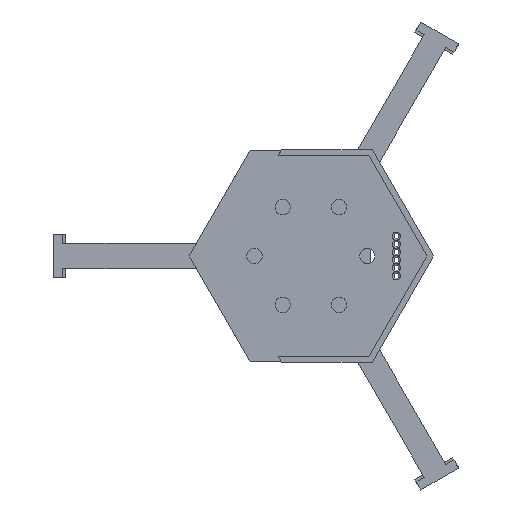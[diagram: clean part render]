
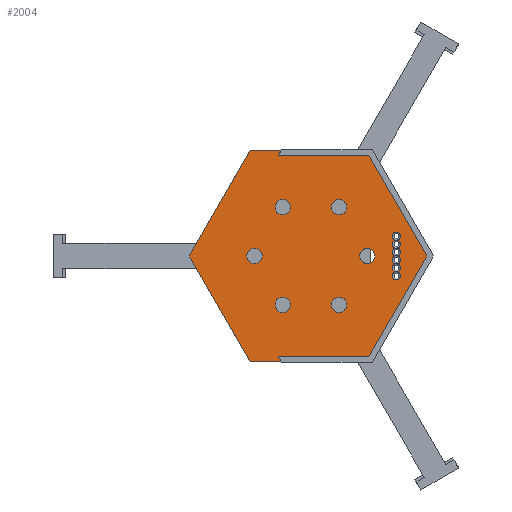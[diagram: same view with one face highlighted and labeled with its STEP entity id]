
A CAD part, front view. The second image highlights one B-rep face of the part: STEP entity #2004.
In plain terms, the highlighted planar face has unit normal (0, -1, 0).
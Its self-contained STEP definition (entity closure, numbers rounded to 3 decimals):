
#42=FACE_BOUND('',#291,.T.);
#43=FACE_BOUND('',#292,.T.);
#44=FACE_BOUND('',#293,.T.);
#45=FACE_BOUND('',#294,.T.);
#46=FACE_BOUND('',#295,.T.);
#47=FACE_BOUND('',#296,.T.);
#48=FACE_BOUND('',#297,.T.);
#66=CIRCLE('',#2131,1.3);
#70=CIRCLE('',#2135,1.3);
#71=CIRCLE('',#2137,1.3);
#72=CIRCLE('',#2138,1.3);
#76=CIRCLE('',#2144,1.3);
#77=CIRCLE('',#2145,1.3);
#81=CIRCLE('',#2151,1.3);
#82=CIRCLE('',#2152,1.3);
#86=CIRCLE('',#2158,1.3);
#87=CIRCLE('',#2159,1.3);
#91=CIRCLE('',#2165,1.3);
#95=CIRCLE('',#2172,2.455);
#96=CIRCLE('',#2173,2.455);
#97=CIRCLE('',#2174,2.455);
#98=CIRCLE('',#2175,2.455);
#99=CIRCLE('',#2176,2.455);
#100=CIRCLE('',#2177,2.455);
#178=FACE_OUTER_BOUND('',#290,.T.);
#290=EDGE_LOOP('',(#1621,#1622,#1623,#1624,#1625,#1626,#1627,#1628,#1629,
#1630));
#291=EDGE_LOOP('',(#1631,#1632,#1633,#1634,#1635,#1636,#1637,#1638,#1639,
#1640,#1641));
#292=EDGE_LOOP('',(#1642));
#293=EDGE_LOOP('',(#1643));
#294=EDGE_LOOP('',(#1644));
#295=EDGE_LOOP('',(#1645));
#296=EDGE_LOOP('',(#1646));
#297=EDGE_LOOP('',(#1647));
#477=LINE('',#3206,#702);
#478=LINE('',#3208,#703);
#479=LINE('',#3210,#704);
#480=LINE('',#3212,#705);
#481=LINE('',#3214,#706);
#482=LINE('',#3216,#707);
#483=LINE('',#3218,#708);
#484=LINE('',#3220,#709);
#485=LINE('',#3222,#710);
#486=LINE('',#3223,#711);
#702=VECTOR('',#2570,10.);
#703=VECTOR('',#2571,10.);
#704=VECTOR('',#2572,10.);
#705=VECTOR('',#2573,10.);
#706=VECTOR('',#2574,10.);
#707=VECTOR('',#2575,10.);
#708=VECTOR('',#2576,10.);
#709=VECTOR('',#2577,10.);
#710=VECTOR('',#2578,10.);
#711=VECTOR('',#2579,10.);
#895=VERTEX_POINT('',#3069);
#897=VERTEX_POINT('',#3077);
#898=VERTEX_POINT('',#3084);
#901=VERTEX_POINT('',#3093);
#903=VERTEX_POINT('',#3102);
#906=VERTEX_POINT('',#3118);
#908=VERTEX_POINT('',#3127);
#911=VERTEX_POINT('',#3143);
#913=VERTEX_POINT('',#3152);
#916=VERTEX_POINT('',#3168);
#918=VERTEX_POINT('',#3177);
#923=VERTEX_POINT('',#3204);
#924=VERTEX_POINT('',#3205);
#925=VERTEX_POINT('',#3207);
#926=VERTEX_POINT('',#3209);
#927=VERTEX_POINT('',#3211);
#928=VERTEX_POINT('',#3213);
#929=VERTEX_POINT('',#3215);
#930=VERTEX_POINT('',#3217);
#931=VERTEX_POINT('',#3219);
#932=VERTEX_POINT('',#3221);
#933=VERTEX_POINT('',#3224);
#934=VERTEX_POINT('',#3226);
#935=VERTEX_POINT('',#3228);
#936=VERTEX_POINT('',#3230);
#937=VERTEX_POINT('',#3232);
#938=VERTEX_POINT('',#3234);
#1133=EDGE_CURVE('',#897,#898,#66,.T.);
#1137=EDGE_CURVE('',#898,#895,#70,.T.);
#1138=EDGE_CURVE('',#895,#901,#71,.T.);
#1141=EDGE_CURVE('',#903,#897,#72,.T.);
#1146=EDGE_CURVE('',#901,#906,#76,.T.);
#1149=EDGE_CURVE('',#908,#903,#77,.T.);
#1154=EDGE_CURVE('',#906,#911,#81,.T.);
#1157=EDGE_CURVE('',#913,#908,#82,.T.);
#1162=EDGE_CURVE('',#911,#916,#86,.T.);
#1165=EDGE_CURVE('',#918,#913,#87,.T.);
#1170=EDGE_CURVE('',#916,#918,#91,.T.);
#1176=EDGE_CURVE('',#923,#924,#477,.T.);
#1177=EDGE_CURVE('',#925,#924,#478,.T.);
#1178=EDGE_CURVE('',#926,#925,#479,.T.);
#1179=EDGE_CURVE('',#927,#926,#480,.T.);
#1180=EDGE_CURVE('',#928,#927,#481,.T.);
#1181=EDGE_CURVE('',#928,#929,#482,.T.);
#1182=EDGE_CURVE('',#929,#930,#483,.T.);
#1183=EDGE_CURVE('',#930,#931,#484,.T.);
#1184=EDGE_CURVE('',#931,#932,#485,.T.);
#1185=EDGE_CURVE('',#932,#923,#486,.T.);
#1186=EDGE_CURVE('',#933,#933,#95,.T.);
#1187=EDGE_CURVE('',#934,#934,#96,.T.);
#1188=EDGE_CURVE('',#935,#935,#97,.T.);
#1189=EDGE_CURVE('',#936,#936,#98,.T.);
#1190=EDGE_CURVE('',#937,#937,#99,.T.);
#1191=EDGE_CURVE('',#938,#938,#100,.T.);
#1621=ORIENTED_EDGE('',*,*,#1176,.T.);
#1622=ORIENTED_EDGE('',*,*,#1177,.F.);
#1623=ORIENTED_EDGE('',*,*,#1178,.F.);
#1624=ORIENTED_EDGE('',*,*,#1179,.F.);
#1625=ORIENTED_EDGE('',*,*,#1180,.F.);
#1626=ORIENTED_EDGE('',*,*,#1181,.T.);
#1627=ORIENTED_EDGE('',*,*,#1182,.T.);
#1628=ORIENTED_EDGE('',*,*,#1183,.T.);
#1629=ORIENTED_EDGE('',*,*,#1184,.T.);
#1630=ORIENTED_EDGE('',*,*,#1185,.T.);
#1631=ORIENTED_EDGE('',*,*,#1133,.F.);
#1632=ORIENTED_EDGE('',*,*,#1141,.F.);
#1633=ORIENTED_EDGE('',*,*,#1149,.F.);
#1634=ORIENTED_EDGE('',*,*,#1157,.F.);
#1635=ORIENTED_EDGE('',*,*,#1165,.F.);
#1636=ORIENTED_EDGE('',*,*,#1170,.F.);
#1637=ORIENTED_EDGE('',*,*,#1162,.F.);
#1638=ORIENTED_EDGE('',*,*,#1154,.F.);
#1639=ORIENTED_EDGE('',*,*,#1146,.F.);
#1640=ORIENTED_EDGE('',*,*,#1138,.F.);
#1641=ORIENTED_EDGE('',*,*,#1137,.F.);
#1642=ORIENTED_EDGE('',*,*,#1186,.T.);
#1643=ORIENTED_EDGE('',*,*,#1187,.T.);
#1644=ORIENTED_EDGE('',*,*,#1188,.T.);
#1645=ORIENTED_EDGE('',*,*,#1189,.T.);
#1646=ORIENTED_EDGE('',*,*,#1190,.T.);
#1647=ORIENTED_EDGE('',*,*,#1191,.T.);
#1905=PLANE('',#2171);
#2004=ADVANCED_FACE('',(#178,#42,#43,#44,#45,#46,#47,#48),#1905,.F.);
#2131=AXIS2_PLACEMENT_3D('',#3085,#2482,#2483);
#2135=AXIS2_PLACEMENT_3D('',#3091,#2490,#2491);
#2137=AXIS2_PLACEMENT_3D('',#3094,#2494,#2495);
#2138=AXIS2_PLACEMENT_3D('',#3109,#2496,#2497);
#2144=AXIS2_PLACEMENT_3D('',#3119,#2509,#2510);
#2145=AXIS2_PLACEMENT_3D('',#3134,#2511,#2512);
#2151=AXIS2_PLACEMENT_3D('',#3144,#2524,#2525);
#2152=AXIS2_PLACEMENT_3D('',#3159,#2526,#2527);
#2158=AXIS2_PLACEMENT_3D('',#3169,#2539,#2540);
#2159=AXIS2_PLACEMENT_3D('',#3184,#2541,#2542);
#2165=AXIS2_PLACEMENT_3D('',#3193,#2554,#2555);
#2171=AXIS2_PLACEMENT_3D('',#3203,#2568,#2569);
#2172=AXIS2_PLACEMENT_3D('',#3225,#2580,#2581);
#2173=AXIS2_PLACEMENT_3D('',#3227,#2582,#2583);
#2174=AXIS2_PLACEMENT_3D('',#3229,#2584,#2585);
#2175=AXIS2_PLACEMENT_3D('',#3231,#2586,#2587);
#2176=AXIS2_PLACEMENT_3D('',#3233,#2588,#2589);
#2177=AXIS2_PLACEMENT_3D('',#3235,#2590,#2591);
#2482=DIRECTION('center_axis',(0.,-1.,0.));
#2483=DIRECTION('ref_axis',(1.,0.,0.));
#2490=DIRECTION('center_axis',(0.,-1.,0.));
#2491=DIRECTION('ref_axis',(1.,0.,0.));
#2494=DIRECTION('center_axis',(0.,-1.,0.));
#2495=DIRECTION('ref_axis',(1.,0.,0.));
#2496=DIRECTION('center_axis',(0.,-1.,0.));
#2497=DIRECTION('ref_axis',(1.,0.,0.));
#2509=DIRECTION('center_axis',(0.,-1.,0.));
#2510=DIRECTION('ref_axis',(1.,0.,0.));
#2511=DIRECTION('center_axis',(0.,-1.,0.));
#2512=DIRECTION('ref_axis',(1.,0.,0.));
#2524=DIRECTION('center_axis',(0.,-1.,0.));
#2525=DIRECTION('ref_axis',(1.,0.,0.));
#2526=DIRECTION('center_axis',(0.,-1.,0.));
#2527=DIRECTION('ref_axis',(1.,0.,0.));
#2539=DIRECTION('center_axis',(0.,-1.,0.));
#2540=DIRECTION('ref_axis',(1.,0.,0.));
#2541=DIRECTION('center_axis',(0.,-1.,0.));
#2542=DIRECTION('ref_axis',(1.,0.,0.));
#2554=DIRECTION('center_axis',(0.,-1.,0.));
#2555=DIRECTION('ref_axis',(1.,0.,0.));
#2568=DIRECTION('center_axis',(0.,1.,0.));
#2569=DIRECTION('ref_axis',(1.,0.,0.));
#2570=DIRECTION('',(0.5,0.,0.866));
#2571=DIRECTION('',(1.,0.,0.));
#2572=DIRECTION('',(0.5,0.,0.866));
#2573=DIRECTION('',(-0.5,0.,0.866));
#2574=DIRECTION('',(-1.,0.,0.));
#2575=DIRECTION('',(-0.5,0.,0.866));
#2576=DIRECTION('',(1.,0.,0.));
#2577=DIRECTION('',(0.5,0.,0.866));
#2578=DIRECTION('',(-0.5,0.,0.866));
#2579=DIRECTION('',(-1.,0.,0.));
#2580=DIRECTION('center_axis',(0.,1.,0.));
#2581=DIRECTION('ref_axis',(1.,0.,0.));
#2582=DIRECTION('center_axis',(0.,1.,0.));
#2583=DIRECTION('ref_axis',(0.5,0.,-0.866));
#2584=DIRECTION('center_axis',(0.,1.,0.));
#2585=DIRECTION('ref_axis',(-0.5,0.,-0.866));
#2586=DIRECTION('center_axis',(0.,1.,0.));
#2587=DIRECTION('ref_axis',(-1.,0.,0.));
#2588=DIRECTION('center_axis',(0.,1.,0.));
#2589=DIRECTION('ref_axis',(-0.5,0.,0.866));
#2590=DIRECTION('center_axis',(0.,1.,0.));
#2591=DIRECTION('ref_axis',(0.5,0.,0.866));
#3069=CARTESIAN_POINT('',(27.578,0.,-5.08));
#3077=CARTESIAN_POINT('',(27.022,0.,-5.08));
#3084=CARTESIAN_POINT('',(27.3,0.,-7.65));
#3085=CARTESIAN_POINT('Origin',(27.3,0.,-6.35));
#3091=CARTESIAN_POINT('Origin',(27.3,0.,-6.35));
#3093=CARTESIAN_POINT('',(27.578,0.,-2.54));
#3094=CARTESIAN_POINT('Origin',(27.3,0.,-3.81));
#3102=CARTESIAN_POINT('',(27.022,0.,-2.54));
#3109=CARTESIAN_POINT('Origin',(27.3,0.,-3.81));
#3118=CARTESIAN_POINT('',(27.578,0.,0.));
#3119=CARTESIAN_POINT('Origin',(27.3,0.,-1.27));
#3127=CARTESIAN_POINT('',(27.022,0.,0.));
#3134=CARTESIAN_POINT('Origin',(27.3,0.,-1.27));
#3143=CARTESIAN_POINT('',(27.578,0.,2.54));
#3144=CARTESIAN_POINT('Origin',(27.3,0.,1.27));
#3152=CARTESIAN_POINT('',(27.022,0.,2.54));
#3159=CARTESIAN_POINT('Origin',(27.3,0.,1.27));
#3168=CARTESIAN_POINT('',(27.578,0.,5.08));
#3169=CARTESIAN_POINT('Origin',(27.3,0.,3.81));
#3177=CARTESIAN_POINT('',(27.022,0.,5.08));
#3184=CARTESIAN_POINT('Origin',(27.3,0.,3.81));
#3193=CARTESIAN_POINT('Origin',(27.3,0.,6.35));
#3203=CARTESIAN_POINT('Origin',(0.,0.,0.));
#3204=CARTESIAN_POINT('',(-10.198,0.,32.419));
#3205=CARTESIAN_POINT('',(-9.509,0.,33.613));
#3206=CARTESIAN_POINT('',(-15.782,0.,22.748));
#3207=CARTESIAN_POINT('',(-19.406,0.,33.613));
#3208=CARTESIAN_POINT('',(-19.406,0.,33.613));
#3209=CARTESIAN_POINT('',(-38.813,0.,0.));
#3210=CARTESIAN_POINT('',(-38.813,0.,0.));
#3211=CARTESIAN_POINT('',(-19.406,0.,-33.613));
#3212=CARTESIAN_POINT('',(-19.406,0.,-33.613));
#3213=CARTESIAN_POINT('',(-9.509,0.,-33.613));
#3214=CARTESIAN_POINT('',(19.406,0.,-33.613));
#3215=CARTESIAN_POINT('',(-10.198,0.,-32.419));
#3216=CARTESIAN_POINT('',(-15.598,0.,-23.067));
#3217=CARTESIAN_POINT('',(18.717,0.,-32.419));
#3218=CARTESIAN_POINT('',(9.412,0.,-32.419));
#3219=CARTESIAN_POINT('',(37.434,0.,0.));
#3220=CARTESIAN_POINT('',(32.782,0.,-8.059));
#3221=CARTESIAN_POINT('',(18.717,0.,32.419));
#3222=CARTESIAN_POINT('',(23.37,0.,24.36));
#3223=CARTESIAN_POINT('',(9.359,0.,32.419));
#3224=CARTESIAN_POINT('',(15.545,0.,0.));
#3225=CARTESIAN_POINT('Origin',(18.,0.,0.));
#3226=CARTESIAN_POINT('',(7.773,0.,-13.462));
#3227=CARTESIAN_POINT('Origin',(9.,0.,-15.588));
#3228=CARTESIAN_POINT('',(-7.773,0.,-13.462));
#3229=CARTESIAN_POINT('Origin',(-9.,0.,-15.588));
#3230=CARTESIAN_POINT('',(-15.545,0.,0.));
#3231=CARTESIAN_POINT('Origin',(-18.,0.,0.));
#3232=CARTESIAN_POINT('',(-7.773,0.,13.462));
#3233=CARTESIAN_POINT('Origin',(-9.,0.,15.588));
#3234=CARTESIAN_POINT('',(7.772,0.,13.462));
#3235=CARTESIAN_POINT('Origin',(9.,0.,15.588));
